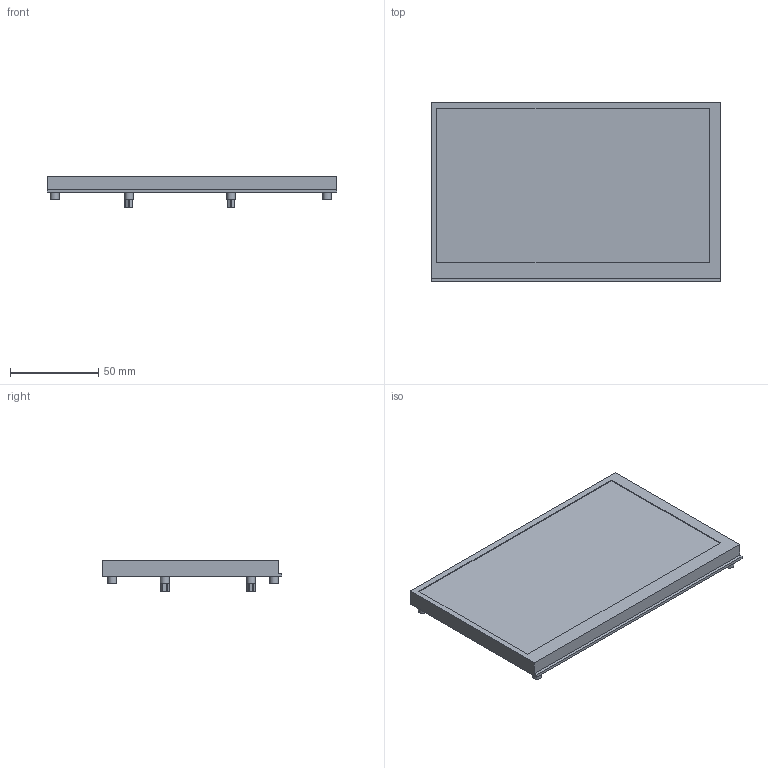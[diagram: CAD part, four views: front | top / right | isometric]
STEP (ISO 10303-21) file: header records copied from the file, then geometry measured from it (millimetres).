
FILE_DESCRIPTION(/* description */ (''),/* implementation_level */ '2;1');
FILE_NAME(/* name */ '7-inch Screen.step',/* time_stamp */ '2025-10-06T16:11:22-07:00',/* author */ (''),/* organization */ (''),/* preprocessor_version */ 'ST-DEVELOPER v20.1',/* originating_system */ 'Autodesk Translation Framework v14.10.0.0',/* authorisation */ '');
FILE_SCHEMA (('AUTOMOTIVE_DESIGN { 1 0 10303 214 3 1 1 }'));
Length unit declared in the file: millimetre
Products named in the file (2): 7" Touchscreen; 93655A090_Male-Female Threaded Hex Standoff
Assembly tree (4 placements, depth 2):
  7" Touchscreen
    93655A090_Male-Female Threaded Hex Standoff  x4
Bounding box: 164.75 x 102 x 18.1 mm (x, y, z)
Volume: 144543.6 mm3; surface area: 40148.4 mm2
Topology: 13 solids, 13 shells, 157 faces, 354 edges, 236 vertices
Faces by surface type: plane 73, cylinder 56, cone 16, bspline 12
Full cylindrical faces by diameter (mm): 2.075 x8, 2.5 x8, 5 x8
Entity records: 2956 total; most frequent: CARTESIAN_POINT 1357, DIRECTION 305, ORIENTED_EDGE 294, EDGE_CURVE 147, AXIS2_PLACEMENT_3D 120, VERTEX_POINT 98, EDGE_LOOP 89, FACE_OUTER_BOUND 79
